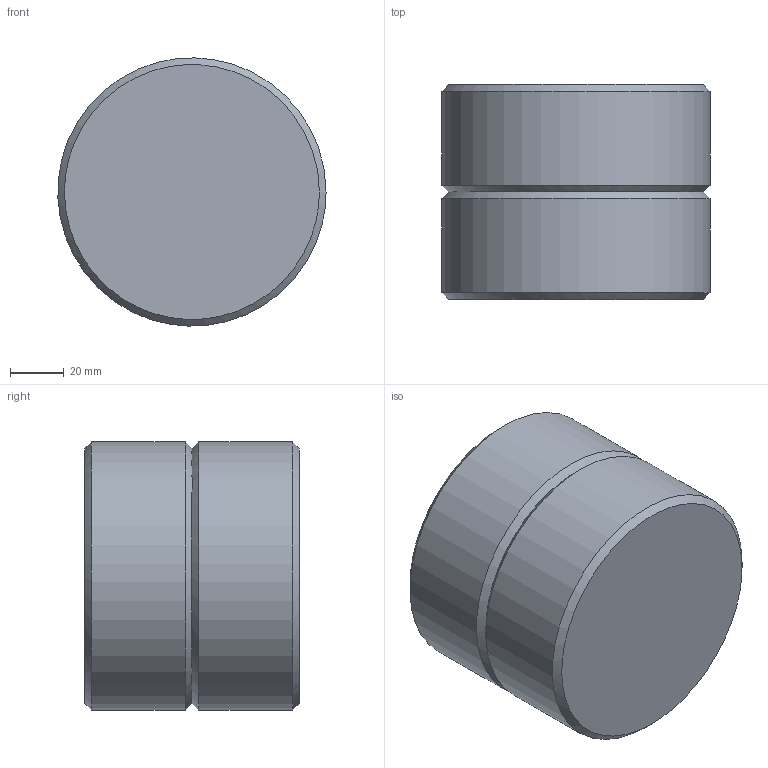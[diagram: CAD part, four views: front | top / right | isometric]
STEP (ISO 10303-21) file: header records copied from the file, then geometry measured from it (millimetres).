
FILE_DESCRIPTION(/* description */ (''),/* implementation_level */ '2;1');
FILE_NAME(/* name */ 'E-TKT_024-mechanic_bearing_623-2Z',/* time_stamp */ '2023-04-19T16:06:49-03:00',/* author */ (''),/* organization */ (''),/* preprocessor_version */ 'ST-DEVELOPER v16.5',/* originating_system */ '',/* authorisation */ '');
FILE_SCHEMA (('AUTOMOTIVE_DESIGN'));
Length unit declared in the file: centimetre
Products named in the file (1): Document
Bounding box: 99.95 x 80 x 99.98 mm (x, y, z)
Volume: 629464.9 mm3; surface area: 54779.8 mm2
Topology: 2 solids, 2 shells, 10 faces, 14 edges, 8 vertices
Faces by surface type: bspline 6, plane 4
Entity records: 347 total; most frequent: CARTESIAN_POINT 206, ORIENTED_EDGE 28, EDGE_CURVE 14, ADVANCED_FACE 10, FACE_OUTER_BOUND 10, EDGE_LOOP 10, VERTEX_POINT 8, DIRECTION 8
